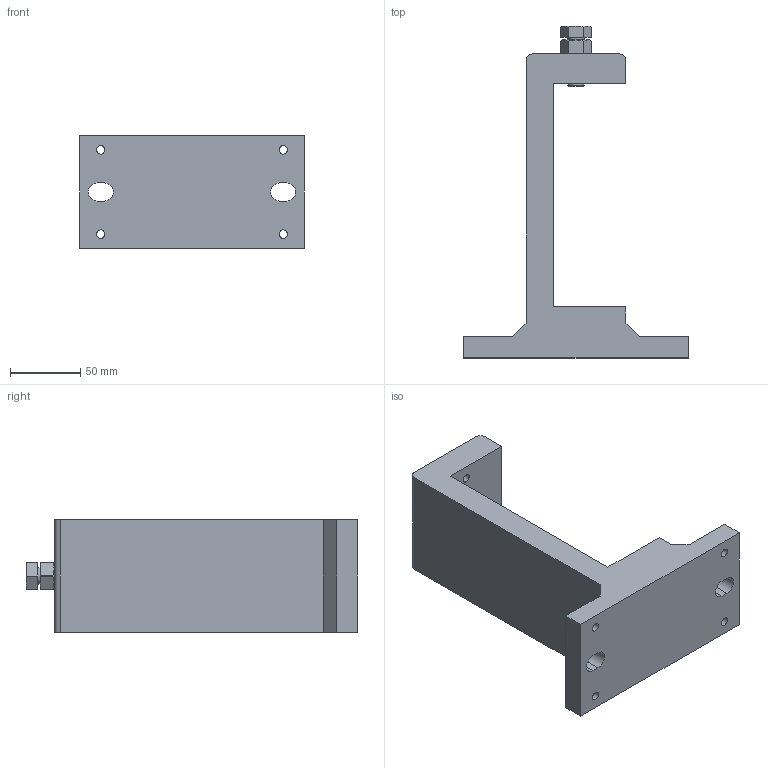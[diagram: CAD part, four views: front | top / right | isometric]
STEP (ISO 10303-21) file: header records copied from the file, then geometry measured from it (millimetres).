
FILE_DESCRIPTION(('STEP AP203'),'1');
FILE_NAME('kf_4.stp','2015-10-27T12:38:20',('TraceParts'),('TraceParts S.A.'),'Spatial InterOp 3D',' ',' ');
FILE_SCHEMA(('CONFIG_CONTROL_DESIGN'));
Length unit declared in the file: millimetre
Products named in the file (1): 1
Bounding box: 160 x 236.45 x 80 mm (x, y, z)
Volume: 684750.6 mm3; surface area: 88518.9 mm2
Topology: 1 solids, 1 shells, 75 faces, 188 edges, 119 vertices
Faces by surface type: plane 36, cylinder 20, cone 19
Full cylindrical faces by diameter (mm): 6 x6, 12 x2
Entity records: 2296 total; most frequent: CARTESIAN_POINT 518, ORIENTED_EDGE 358, DIRECTION 354, EDGE_CURVE 179, AXIS2_PLACEMENT_3D 135, VERTEX_POINT 119, EDGE_LOOP 104, LINE 84
